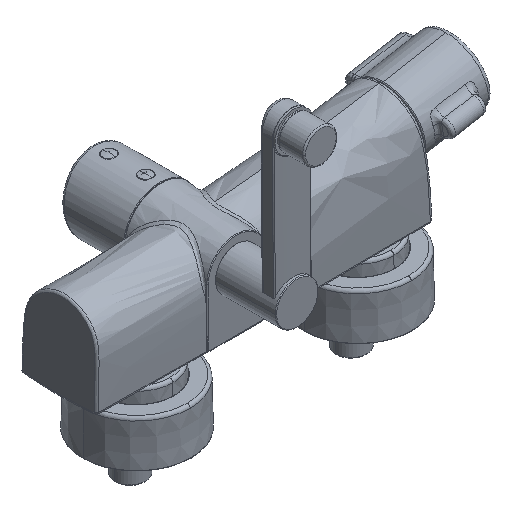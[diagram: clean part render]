
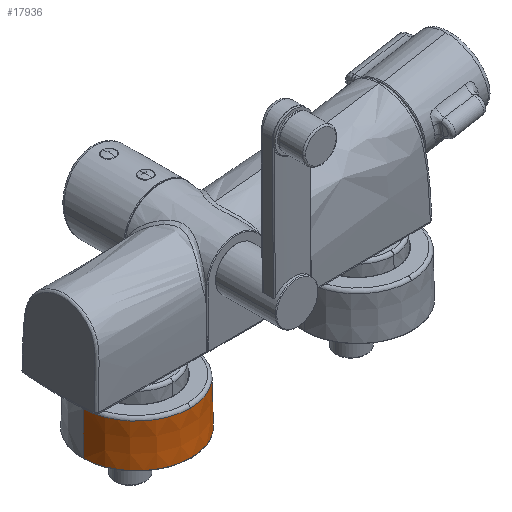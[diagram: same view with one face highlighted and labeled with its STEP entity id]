
A CAD part, isometric view. The second image highlights one B-rep face of the part: STEP entity #17936.
In plain terms, the highlighted conical face has half-angle 1 degrees and reference radius 36.2 mm.
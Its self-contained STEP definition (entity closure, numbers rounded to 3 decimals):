
#1648 = DIRECTION ( 'NONE',  ( -0.017, -0.008, -1. ) ) ;
#2000 = AXIS2_PLACEMENT_3D ( 'NONE', #20318, #8007, #22414 ) ;
#3708 = AXIS2_PLACEMENT_3D ( 'NONE', #20642, #8337, #22736 ) ;
#4902 = CIRCLE ( 'NONE', #12161, 36.234 ) ;
#4958 = EDGE_CURVE ( 'NONE', #12684, #26317, #16207, .T. ) ;
#5323 = LINE ( 'NONE', #22173, #10785 ) ;
#6193 = CARTESIAN_POINT ( 'NONE',  ( -38.885, -0.289, -14.769 ) ) ;
#6364 = ORIENTED_EDGE ( 'NONE', *, *, #18254, .T. ) ;
#7027 = ORIENTED_EDGE ( 'NONE', *, *, #11644, .T. ) ;
#7531 = CARTESIAN_POINT ( 'NONE',  ( -75.085, -0.306, -16.734 ) ) ;
#8007 = DIRECTION ( 'NONE',  ( 0., 0.008, 1. ) ) ;
#8128 = EDGE_CURVE ( 'NONE', #12684, #16208, #20994, .T. ) ;
#8337 = DIRECTION ( 'NONE',  ( 0., 0.008, 1. ) ) ;
#8455 = AXIS2_PLACEMENT_3D ( 'NONE', #21947, #9625, #24041 ) ;
#8850 = ORIENTED_EDGE ( 'NONE', *, *, #4958, .T. ) ;
#9601 = ORIENTED_EDGE ( 'NONE', *, *, #8128, .F. ) ;
#9607 = DIRECTION ( 'NONE',  ( 0., -1., 0.008 ) ) ;
#9625 = DIRECTION ( 'NONE',  ( 0., -0.008, -1. ) ) ;
#10441 = ORIENTED_EDGE ( 'NONE', *, *, #24296, .T. ) ;
#10713 = VECTOR ( 'NONE', #18513, 1000. ) ;
#10741 = VERTEX_POINT ( 'NONE', #16701 ) ;
#10785 = VECTOR ( 'NONE', #1648, 1000. ) ;
#11644 = EDGE_CURVE ( 'NONE', #10741, #16208, #24241, .T. ) ;
#12161 = AXIS2_PLACEMENT_3D ( 'NONE', #7531, #21927, #9607 ) ;
#12201 = FACE_OUTER_BOUND ( 'NONE', #26715, .T. ) ;
#12684 = VERTEX_POINT ( 'NONE', #12910 ) ;
#12910 = CARTESIAN_POINT ( 'NONE',  ( -38.851, -0.306, -16.734 ) ) ;
#13248 = CARTESIAN_POINT ( 'NONE',  ( -75.085, -0.289, -14.769 ) ) ;
#14141 = EDGE_CURVE ( 'NONE', #16613, #10741, #14843, .T. ) ;
#14843 = CIRCLE ( 'NONE', #2000, 36.736 ) ;
#15457 = CARTESIAN_POINT ( 'NONE',  ( -111.821, -0.549, -45.462 ) ) ;
#16207 = CIRCLE ( 'NONE', #8455, 36.234 ) ;
#16208 = VERTEX_POINT ( 'NONE', #17949 ) ;
#16391 = CONICAL_SURFACE ( 'NONE', #16962, 36.2, 0.017 ) ;
#16613 = VERTEX_POINT ( 'NONE', #15457 ) ;
#16701 = CARTESIAN_POINT ( 'NONE',  ( -75.085, -37.283, -45.152 ) ) ;
#16962 = AXIS2_PLACEMENT_3D ( 'NONE', #13248, #25628, #17212 ) ;
#17212 = DIRECTION ( 'NONE',  ( 1., 0., 0. ) ) ;
#17647 = CARTESIAN_POINT ( 'NONE',  ( -75.085, -36.539, -16.427 ) ) ;
#17936 = ADVANCED_FACE ( 'NONE', ( #12201 ), #16391, .T. ) ;
#17949 = CARTESIAN_POINT ( 'NONE',  ( -38.35, -0.549, -45.463 ) ) ;
#18254 = EDGE_CURVE ( 'NONE', #21586, #16613, #5323, .T. ) ;
#18357 = ORIENTED_EDGE ( 'NONE', *, *, #14141, .T. ) ;
#18513 = DIRECTION ( 'NONE',  ( 0.017, -0.008, -1. ) ) ;
#20318 = CARTESIAN_POINT ( 'NONE',  ( -75.085, -0.549, -45.463 ) ) ;
#20642 = CARTESIAN_POINT ( 'NONE',  ( -75.085, -0.549, -45.463 ) ) ;
#20994 = LINE ( 'NONE', #6193, #10713 ) ;
#21586 = VERTEX_POINT ( 'NONE', #21615 ) ;
#21615 = CARTESIAN_POINT ( 'NONE',  ( -111.32, -0.306, -16.734 ) ) ;
#21927 = DIRECTION ( 'NONE',  ( 0., -0.008, -1. ) ) ;
#21947 = CARTESIAN_POINT ( 'NONE',  ( -75.085, -0.306, -16.734 ) ) ;
#22173 = CARTESIAN_POINT ( 'NONE',  ( -111.285, -0.289, -14.769 ) ) ;
#22414 = DIRECTION ( 'NONE',  ( 0., 1., -0.008 ) ) ;
#22736 = DIRECTION ( 'NONE',  ( 0., 1., -0.008 ) ) ;
#24041 = DIRECTION ( 'NONE',  ( 0., -1., 0.008 ) ) ;
#24241 = CIRCLE ( 'NONE', #3708, 36.736 ) ;
#24296 = EDGE_CURVE ( 'NONE', #26317, #21586, #4902, .T. ) ;
#25628 = DIRECTION ( 'NONE',  ( 0., -0.008, -1. ) ) ;
#26317 = VERTEX_POINT ( 'NONE', #17647 ) ;
#26715 = EDGE_LOOP ( 'NONE', ( #8850, #10441, #6364, #18357, #7027, #9601 ) ) ;
